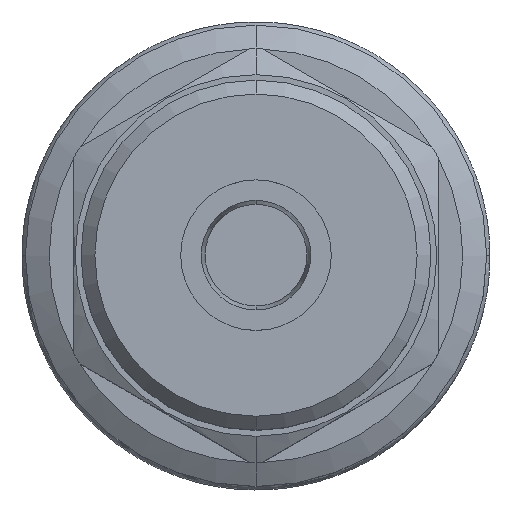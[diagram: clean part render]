
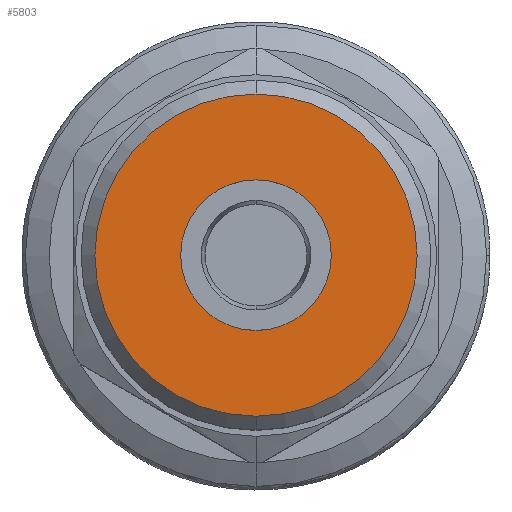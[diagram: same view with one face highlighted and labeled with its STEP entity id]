
A CAD part, top view. The second image highlights one B-rep face of the part: STEP entity #5803.
In plain terms, the highlighted planar face has unit normal (0, 0, 1).
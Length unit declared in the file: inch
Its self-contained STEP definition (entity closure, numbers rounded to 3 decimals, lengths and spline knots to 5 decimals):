
#1778=CARTESIAN_POINT('',(0.,0.,5.624));
#1779=DIRECTION('',(0.,0.,1.));
#1780=DIRECTION('',(0.,-1.,0.));
#1781=AXIS2_PLACEMENT_3D('',#1778,#1779,#1780);
#1796=CARTESIAN_POINT('',(0.,0.,5.624));
#1797=DIRECTION('',(0.,0.,1.));
#1798=DIRECTION('',(0.,-1.,0.));
#1799=AXIS2_PLACEMENT_3D('',#1796,#1797,#1798);
#1801=CARTESIAN_POINT('',(0.,0.,5.624));
#1802=DIRECTION('',(0.,0.,1.));
#1803=DIRECTION('',(0.,1.,0.));
#1804=AXIS2_PLACEMENT_3D('',#1801,#1802,#1803);
#1806=CARTESIAN_POINT('',(0.,0.,5.624));
#1807=DIRECTION('',(0.,0.,1.));
#1808=DIRECTION('',(0.,1.,0.));
#1809=AXIS2_PLACEMENT_3D('',#1806,#1807,#1808);
#2998=CARTESIAN_POINT('',(0.,0.719,5.624));
#2999=CARTESIAN_POINT('',(0.,-0.719,5.624));
#3000=VERTEX_POINT('',#2998);
#3001=VERTEX_POINT('',#2999);
#3070=CARTESIAN_POINT('',(0.,-0.336,5.624));
#3071=CARTESIAN_POINT('',(0.,0.336,5.624));
#3072=VERTEX_POINT('',#3070);
#3073=VERTEX_POINT('',#3071);
#5787=CARTESIAN_POINT('',(0.,0.,5.624));
#5788=DIRECTION('',(0.,0.,1.));
#5789=DIRECTION('',(0.,1.,0.));
#5790=AXIS2_PLACEMENT_3D('',#5787,#5788,#5789);
#5791=PLANE('',#5790);
#5792=ORIENTED_EDGE('',*,*,#5770,.F.);
#5794=ORIENTED_EDGE('',*,*,#5793,.F.);
#5795=EDGE_LOOP('',(#5792,#5794));
#5796=FACE_OUTER_BOUND('',#5795,.F.);
#5798=ORIENTED_EDGE('',*,*,#5797,.T.);
#5800=ORIENTED_EDGE('',*,*,#5799,.T.);
#5801=EDGE_LOOP('',(#5798,#5800));
#5802=FACE_BOUND('',#5801,.F.);
#1782=CIRCLE('',#1781,0.719);
#1800=CIRCLE('',#1799,0.336);
#1805=CIRCLE('',#1804,0.336);
#1810=CIRCLE('',#1809,0.719);
#5770=EDGE_CURVE('',#3001,#3000,#1782,.T.);
#5793=EDGE_CURVE('',#3000,#3001,#1810,.T.);
#5797=EDGE_CURVE('',#3072,#3073,#1800,.T.);
#5799=EDGE_CURVE('',#3073,#3072,#1805,.T.);
#5803=ADVANCED_FACE('',(#5796,#5802),#5791,.T.);
